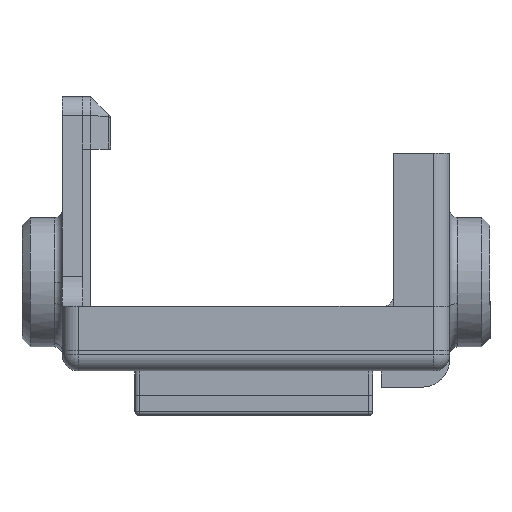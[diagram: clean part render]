
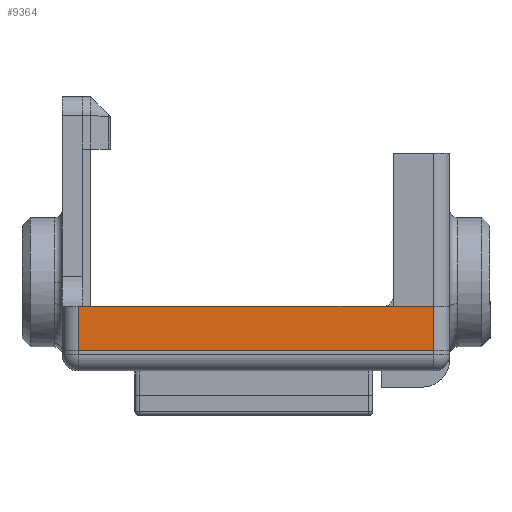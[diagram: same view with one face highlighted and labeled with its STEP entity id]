
A CAD part, left-side view. The second image highlights one B-rep face of the part: STEP entity #9364.
In plain terms, the highlighted planar face has unit normal (-1, 0, 0).
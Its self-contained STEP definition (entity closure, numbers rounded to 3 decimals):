
#2468 = PLANE('',#2469);
#2469 = AXIS2_PLACEMENT_3D('',#2470,#2471,#2472);
#2470 = CARTESIAN_POINT('',(-33.,-24.,0.));
#2471 = DIRECTION('',(-1.,0.,0.));
#2472 = DIRECTION('',(0.,1.,0.));
#4664 = VERTEX_POINT('',#4665);
#4665 = CARTESIAN_POINT('',(-33.,-22.,2.5));
#4680 = CYLINDRICAL_SURFACE('',#4681,2.);
#4681 = AXIS2_PLACEMENT_3D('',#4682,#4683,#4684);
#4682 = CARTESIAN_POINT('',(-31.,-22.,2.5));
#4683 = DIRECTION('',(0.,0.,1.));
#4684 = DIRECTION('',(-1.,0.,0.));
#5197 = EDGE_CURVE('',#4664,#5198,#5200,.T.);
#5198 = VERTEX_POINT('',#5199);
#5199 = CARTESIAN_POINT('',(-33.,22.,2.5));
#5200 = SURFACE_CURVE('',#5201,(#5205,#5212),.PCURVE_S1.);
#5201 = LINE('',#5202,#5203);
#5202 = CARTESIAN_POINT('',(-33.,-24.,2.5));
#5203 = VECTOR('',#5204,1.);
#5204 = DIRECTION('',(0.,1.,0.));
#5205 = PCURVE('',#2468,#5206);
#5206 = DEFINITIONAL_REPRESENTATION('',(#5207),#5211);
#5207 = LINE('',#5208,#5209);
#5208 = CARTESIAN_POINT('',(0.,-2.5));
#5209 = VECTOR('',#5210,1.);
#5210 = DIRECTION('',(1.,0.));
#5211 = ( GEOMETRIC_REPRESENTATION_CONTEXT(2) 
PARAMETRIC_REPRESENTATION_CONTEXT() REPRESENTATION_CONTEXT('2D SPACE',''
  ) );
#5212 = PCURVE('',#5213,#5218);
#5213 = PLANE('',#5214);
#5214 = AXIS2_PLACEMENT_3D('',#5215,#5216,#5217);
#5215 = CARTESIAN_POINT('',(-33.,24.,2.5));
#5216 = DIRECTION('',(1.,0.,0.));
#5217 = DIRECTION('',(0.,-1.,0.));
#5218 = DEFINITIONAL_REPRESENTATION('',(#5219),#5223);
#5219 = LINE('',#5220,#5221);
#5220 = CARTESIAN_POINT('',(48.,0.));
#5221 = VECTOR('',#5222,1.);
#5222 = DIRECTION('',(-1.,0.));
#5223 = ( GEOMETRIC_REPRESENTATION_CONTEXT(2) 
PARAMETRIC_REPRESENTATION_CONTEXT() REPRESENTATION_CONTEXT('2D SPACE',''
  ) );
#7444 = PLANE('',#7445);
#7445 = AXIS2_PLACEMENT_3D('',#7446,#7447,#7448);
#7446 = CARTESIAN_POINT('',(0.,0.,8.));
#7447 = DIRECTION('',(0.,0.,1.));
#7448 = DIRECTION('',(1.,0.,0.));
#8451 = VERTEX_POINT('',#8452);
#8452 = CARTESIAN_POINT('',(-33.,-22.,8.));
#8479 = EDGE_CURVE('',#4664,#8451,#8480,.T.);
#8480 = SURFACE_CURVE('',#8481,(#8485,#8492),.PCURVE_S1.);
#8481 = LINE('',#8482,#8483);
#8482 = CARTESIAN_POINT('',(-33.,-22.,2.5));
#8483 = VECTOR('',#8484,1.);
#8484 = DIRECTION('',(0.,0.,1.));
#8485 = PCURVE('',#4680,#8486);
#8486 = DEFINITIONAL_REPRESENTATION('',(#8487),#8491);
#8487 = LINE('',#8488,#8489);
#8488 = CARTESIAN_POINT('',(0.,0.));
#8489 = VECTOR('',#8490,1.);
#8490 = DIRECTION('',(0.,1.));
#8491 = ( GEOMETRIC_REPRESENTATION_CONTEXT(2) 
PARAMETRIC_REPRESENTATION_CONTEXT() REPRESENTATION_CONTEXT('2D SPACE',''
  ) );
#8492 = PCURVE('',#5213,#8493);
#8493 = DEFINITIONAL_REPRESENTATION('',(#8494),#8498);
#8494 = LINE('',#8495,#8496);
#8495 = CARTESIAN_POINT('',(46.,0.));
#8496 = VECTOR('',#8497,1.);
#8497 = DIRECTION('',(0.,-1.));
#8498 = ( GEOMETRIC_REPRESENTATION_CONTEXT(2) 
PARAMETRIC_REPRESENTATION_CONTEXT() REPRESENTATION_CONTEXT('2D SPACE',''
  ) );
#8986 = CYLINDRICAL_SURFACE('',#8987,2.);
#8987 = AXIS2_PLACEMENT_3D('',#8988,#8989,#8990);
#8988 = CARTESIAN_POINT('',(-31.,22.,2.5));
#8989 = DIRECTION('',(0.,0.,1.));
#8990 = DIRECTION('',(0.,1.,0.));
#9364 = ADVANCED_FACE('',(#9365),#5213,.F.);
#9365 = FACE_BOUND('',#9366,.F.);
#9366 = EDGE_LOOP('',(#9367,#9368,#9391,#9414,#9442,#9468));
#9367 = ORIENTED_EDGE('',*,*,#5197,.T.);
#9368 = ORIENTED_EDGE('',*,*,#9369,.T.);
#9369 = EDGE_CURVE('',#5198,#9370,#9372,.T.);
#9370 = VERTEX_POINT('',#9371);
#9371 = CARTESIAN_POINT('',(-33.,22.,8.));
#9372 = SURFACE_CURVE('',#9373,(#9377,#9384),.PCURVE_S1.);
#9373 = LINE('',#9374,#9375);
#9374 = CARTESIAN_POINT('',(-33.,22.,2.5));
#9375 = VECTOR('',#9376,1.);
#9376 = DIRECTION('',(0.,0.,1.));
#9377 = PCURVE('',#5213,#9378);
#9378 = DEFINITIONAL_REPRESENTATION('',(#9379),#9383);
#9379 = LINE('',#9380,#9381);
#9380 = CARTESIAN_POINT('',(2.,0.));
#9381 = VECTOR('',#9382,1.);
#9382 = DIRECTION('',(0.,-1.));
#9383 = ( GEOMETRIC_REPRESENTATION_CONTEXT(2) 
PARAMETRIC_REPRESENTATION_CONTEXT() REPRESENTATION_CONTEXT('2D SPACE',''
  ) );
#9384 = PCURVE('',#8986,#9385);
#9385 = DEFINITIONAL_REPRESENTATION('',(#9386),#9390);
#9386 = LINE('',#9387,#9388);
#9387 = CARTESIAN_POINT('',(1.571,0.));
#9388 = VECTOR('',#9389,1.);
#9389 = DIRECTION('',(0.,1.));
#9390 = ( GEOMETRIC_REPRESENTATION_CONTEXT(2) 
PARAMETRIC_REPRESENTATION_CONTEXT() REPRESENTATION_CONTEXT('2D SPACE',''
  ) );
#9391 = ORIENTED_EDGE('',*,*,#9392,.T.);
#9392 = EDGE_CURVE('',#9370,#9393,#9395,.T.);
#9393 = VERTEX_POINT('',#9394);
#9394 = CARTESIAN_POINT('',(-33.,-15.75,8.));
#9395 = SURFACE_CURVE('',#9396,(#9400,#9407),.PCURVE_S1.);
#9396 = LINE('',#9397,#9398);
#9397 = CARTESIAN_POINT('',(-33.,24.,8.));
#9398 = VECTOR('',#9399,1.);
#9399 = DIRECTION('',(0.,-1.,0.));
#9400 = PCURVE('',#5213,#9401);
#9401 = DEFINITIONAL_REPRESENTATION('',(#9402),#9406);
#9402 = LINE('',#9403,#9404);
#9403 = CARTESIAN_POINT('',(0.,-5.5));
#9404 = VECTOR('',#9405,1.);
#9405 = DIRECTION('',(1.,0.));
#9406 = ( GEOMETRIC_REPRESENTATION_CONTEXT(2) 
PARAMETRIC_REPRESENTATION_CONTEXT() REPRESENTATION_CONTEXT('2D SPACE',''
  ) );
#9407 = PCURVE('',#7444,#9408);
#9408 = DEFINITIONAL_REPRESENTATION('',(#9409),#9413);
#9409 = LINE('',#9410,#9411);
#9410 = CARTESIAN_POINT('',(-33.,24.));
#9411 = VECTOR('',#9412,1.);
#9412 = DIRECTION('',(0.,-1.));
#9413 = ( GEOMETRIC_REPRESENTATION_CONTEXT(2) 
PARAMETRIC_REPRESENTATION_CONTEXT() REPRESENTATION_CONTEXT('2D SPACE',''
  ) );
#9414 = ORIENTED_EDGE('',*,*,#9415,.T.);
#9415 = EDGE_CURVE('',#9393,#9416,#9418,.T.);
#9416 = VERTEX_POINT('',#9417);
#9417 = CARTESIAN_POINT('',(-33.,-17.,8.));
#9418 = SURFACE_CURVE('',#9419,(#9423,#9430),.PCURVE_S1.);
#9419 = LINE('',#9420,#9421);
#9420 = CARTESIAN_POINT('',(-33.,24.,8.));
#9421 = VECTOR('',#9422,1.);
#9422 = DIRECTION('',(0.,-1.,0.));
#9423 = PCURVE('',#5213,#9424);
#9424 = DEFINITIONAL_REPRESENTATION('',(#9425),#9429);
#9425 = LINE('',#9426,#9427);
#9426 = CARTESIAN_POINT('',(0.,-5.5));
#9427 = VECTOR('',#9428,1.);
#9428 = DIRECTION('',(1.,0.));
#9429 = ( GEOMETRIC_REPRESENTATION_CONTEXT(2) 
PARAMETRIC_REPRESENTATION_CONTEXT() REPRESENTATION_CONTEXT('2D SPACE',''
  ) );
#9430 = PCURVE('',#9431,#9436);
#9431 = PLANE('',#9432);
#9432 = AXIS2_PLACEMENT_3D('',#9433,#9434,#9435);
#9433 = CARTESIAN_POINT('',(-33.,-16.618,8.382));
#9434 = DIRECTION('',(1.,0.,0.));
#9435 = DIRECTION('',(0.,0.,1.));
#9436 = DEFINITIONAL_REPRESENTATION('',(#9437),#9441);
#9437 = LINE('',#9438,#9439);
#9438 = CARTESIAN_POINT('',(-0.382,-40.618));
#9439 = VECTOR('',#9440,1.);
#9440 = DIRECTION('',(0.,1.));
#9441 = ( GEOMETRIC_REPRESENTATION_CONTEXT(2) 
PARAMETRIC_REPRESENTATION_CONTEXT() REPRESENTATION_CONTEXT('2D SPACE',''
  ) );
#9442 = ORIENTED_EDGE('',*,*,#9443,.T.);
#9443 = EDGE_CURVE('',#9416,#8451,#9444,.T.);
#9444 = SURFACE_CURVE('',#9445,(#9449,#9456),.PCURVE_S1.);
#9445 = LINE('',#9446,#9447);
#9446 = CARTESIAN_POINT('',(-33.,24.,8.));
#9447 = VECTOR('',#9448,1.);
#9448 = DIRECTION('',(0.,-1.,0.));
#9449 = PCURVE('',#5213,#9450);
#9450 = DEFINITIONAL_REPRESENTATION('',(#9451),#9455);
#9451 = LINE('',#9452,#9453);
#9452 = CARTESIAN_POINT('',(0.,-5.5));
#9453 = VECTOR('',#9454,1.);
#9454 = DIRECTION('',(1.,0.));
#9455 = ( GEOMETRIC_REPRESENTATION_CONTEXT(2) 
PARAMETRIC_REPRESENTATION_CONTEXT() REPRESENTATION_CONTEXT('2D SPACE',''
  ) );
#9456 = PCURVE('',#9457,#9462);
#9457 = PLANE('',#9458);
#9458 = AXIS2_PLACEMENT_3D('',#9459,#9460,#9461);
#9459 = CARTESIAN_POINT('',(-33.,-24.,8.));
#9460 = DIRECTION('',(-1.,0.,0.));
#9461 = DIRECTION('',(0.,1.,0.));
#9462 = DEFINITIONAL_REPRESENTATION('',(#9463),#9467);
#9463 = LINE('',#9464,#9465);
#9464 = CARTESIAN_POINT('',(48.,0.));
#9465 = VECTOR('',#9466,1.);
#9466 = DIRECTION('',(-1.,-0.));
#9467 = ( GEOMETRIC_REPRESENTATION_CONTEXT(2) 
PARAMETRIC_REPRESENTATION_CONTEXT() REPRESENTATION_CONTEXT('2D SPACE',''
  ) );
#9468 = ORIENTED_EDGE('',*,*,#8479,.F.);
